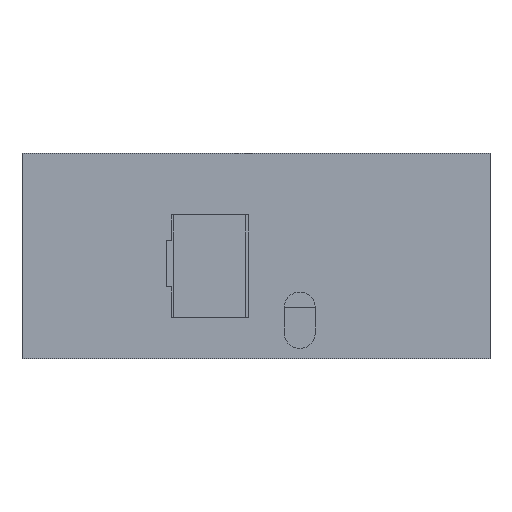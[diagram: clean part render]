
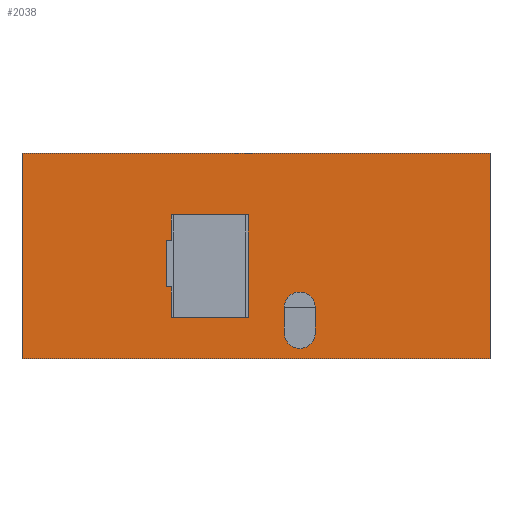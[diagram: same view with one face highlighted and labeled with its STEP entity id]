
A CAD part, front view. The second image highlights one B-rep face of the part: STEP entity #2038.
In plain terms, the highlighted planar face has unit normal (0, -1, 0).
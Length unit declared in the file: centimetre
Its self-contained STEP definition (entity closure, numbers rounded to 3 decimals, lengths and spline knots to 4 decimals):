
#128=DIRECTION('',(1.,0.,0.));
#129=VECTOR('',#128,0.75);
#130=CARTESIAN_POINT('',(-0.825,-4.,0.4));
#131=LINE('',#130,#129);
#191=DIRECTION('',(-1.,0.,0.));
#192=VECTOR('',#191,0.75);
#193=CARTESIAN_POINT('',(-0.075,-4.,1.4));
#194=LINE('',#193,#192);
#212=DIRECTION('',(0.,0.,1.));
#213=VECTOR('',#212,1.);
#214=CARTESIAN_POINT('',(-0.075,-4.,0.4));
#215=LINE('',#214,#213);
#226=CARTESIAN_POINT('',(0.425,-4.,0.5));
#227=DIRECTION('',(0.,1.,0.));
#228=DIRECTION('',(-1.,0.,0.));
#229=AXIS2_PLACEMENT_3D('',#226,#227,#228);
#234=CARTESIAN_POINT('',(0.425,-4.,0.25));
#235=DIRECTION('',(0.,1.,0.));
#236=DIRECTION('',(1.,0.,0.));
#237=AXIS2_PLACEMENT_3D('',#234,#235,#236);
#242=DIRECTION('',(0.,0.,-1.));
#243=VECTOR('',#242,2.);
#244=CARTESIAN_POINT('',(-2.275,-4.,2.));
#245=LINE('',#244,#243);
#256=DIRECTION('',(0.,0.,-1.));
#257=VECTOR('',#256,0.25);
#258=CARTESIAN_POINT('',(-0.825,-4.,1.4));
#259=LINE('',#258,#257);
#277=DIRECTION('',(-1.,0.,0.));
#278=VECTOR('',#277,0.05);
#279=CARTESIAN_POINT('',(-0.825,-4.,1.15));
#280=LINE('',#279,#278);
#298=DIRECTION('',(0.,0.,-1.));
#299=VECTOR('',#298,0.45);
#300=CARTESIAN_POINT('',(-0.875,-4.,1.15));
#301=LINE('',#300,#299);
#319=DIRECTION('',(1.,0.,0.));
#320=VECTOR('',#319,0.05);
#321=CARTESIAN_POINT('',(-0.875,-4.,0.7));
#322=LINE('',#321,#320);
#340=DIRECTION('',(0.,0.,-1.));
#341=VECTOR('',#340,0.3);
#342=CARTESIAN_POINT('',(-0.825,-4.,0.7));
#343=LINE('',#342,#341);
#440=DIRECTION('',(0.,0.,1.));
#441=VECTOR('',#440,0.25);
#442=CARTESIAN_POINT('',(0.575,-4.,0.25));
#443=LINE('',#442,#441);
#468=DIRECTION('',(0.,0.,-1.));
#469=VECTOR('',#468,0.25);
#470=CARTESIAN_POINT('',(0.275,-4.,0.5));
#471=LINE('',#470,#469);
#635=DIRECTION('',(-1.,0.,0.));
#636=VECTOR('',#635,4.55);
#637=CARTESIAN_POINT('',(2.275,-4.,0.));
#638=LINE('',#637,#636);
#796=DIRECTION('',(1.,0.,0.));
#797=VECTOR('',#796,4.55);
#798=CARTESIAN_POINT('',(-2.275,-4.,2.));
#799=LINE('',#798,#797);
#926=DIRECTION('',(0.,0.,-1.));
#927=VECTOR('',#926,2.);
#928=CARTESIAN_POINT('',(2.275,-4.,2.));
#929=LINE('',#928,#927);
#1607=CARTESIAN_POINT('',(-0.075,-4.,0.4));
#1608=VERTEX_POINT('',#1607);
#1609=CARTESIAN_POINT('',(-0.075,-4.,1.4));
#1610=VERTEX_POINT('',#1609);
#1611=CARTESIAN_POINT('',(-0.825,-4.,1.4));
#1612=VERTEX_POINT('',#1611);
#1617=CARTESIAN_POINT('',(-0.825,-4.,1.15));
#1618=VERTEX_POINT('',#1617);
#1621=CARTESIAN_POINT('',(-0.875,-4.,1.15));
#1622=VERTEX_POINT('',#1621);
#1625=CARTESIAN_POINT('',(-0.875,-4.,0.7));
#1626=VERTEX_POINT('',#1625);
#1629=CARTESIAN_POINT('',(-0.825,-4.,0.7));
#1630=VERTEX_POINT('',#1629);
#1633=CARTESIAN_POINT('',(-0.825,-4.,0.4));
#1634=VERTEX_POINT('',#1633);
#1639=CARTESIAN_POINT('',(0.575,-4.,0.25));
#1640=VERTEX_POINT('',#1639);
#1641=CARTESIAN_POINT('',(0.575,-4.,0.5));
#1642=VERTEX_POINT('',#1641);
#1647=CARTESIAN_POINT('',(0.275,-4.,0.5));
#1648=VERTEX_POINT('',#1647);
#1653=CARTESIAN_POINT('',(0.275,-4.,0.25));
#1654=VERTEX_POINT('',#1653);
#1683=CARTESIAN_POINT('',(-2.275,-4.,2.));
#1684=VERTEX_POINT('',#1683);
#1685=CARTESIAN_POINT('',(2.275,-4.,2.));
#1686=VERTEX_POINT('',#1685);
#1691=CARTESIAN_POINT('',(2.275,-4.,0.));
#1692=VERTEX_POINT('',#1691);
#1693=CARTESIAN_POINT('',(-2.275,-4.,0.));
#1694=VERTEX_POINT('',#1693);
#1998=CARTESIAN_POINT('',(0.,-4.,0.));
#1999=DIRECTION('',(0.,-1.,0.));
#2000=DIRECTION('',(1.,0.,0.));
#2001=AXIS2_PLACEMENT_3D('',#1998,#1999,#2000);
#2002=PLANE('',#2001);
#2004=ORIENTED_EDGE('',*,*,#2003,.T.);
#2006=ORIENTED_EDGE('',*,*,#2005,.T.);
#2008=ORIENTED_EDGE('',*,*,#2007,.T.);
#2010=ORIENTED_EDGE('',*,*,#2009,.F.);
#2011=EDGE_LOOP('',(#2004,#2006,#2008,#2010));
#2012=FACE_OUTER_BOUND('',#2011,.F.);
#2014=ORIENTED_EDGE('',*,*,#2013,.F.);
#2016=ORIENTED_EDGE('',*,*,#2015,.T.);
#2018=ORIENTED_EDGE('',*,*,#2017,.F.);
#2020=ORIENTED_EDGE('',*,*,#2019,.T.);
#2021=EDGE_LOOP('',(#2014,#2016,#2018,#2020));
#2022=FACE_BOUND('',#2021,.F.);
#2023=ORIENTED_EDGE('',*,*,#1992,.T.);
#2024=ORIENTED_EDGE('',*,*,#1965,.T.);
#2026=ORIENTED_EDGE('',*,*,#2025,.T.);
#2028=ORIENTED_EDGE('',*,*,#2027,.T.);
#2030=ORIENTED_EDGE('',*,*,#2029,.T.);
#2032=ORIENTED_EDGE('',*,*,#2031,.T.);
#2034=ORIENTED_EDGE('',*,*,#2033,.T.);
#2035=ORIENTED_EDGE('',*,*,#1909,.T.);
#2036=EDGE_LOOP('',(#2023,#2024,#2026,#2028,#2030,#2032,#2034,#2035));
#2037=FACE_BOUND('',#2036,.F.);
#2038=ADVANCED_FACE('',(#2012,#2022,#2037),#2002,.T.);
#230=CIRCLE('',#229,0.15);
#238=CIRCLE('',#237,0.15);
#1909=EDGE_CURVE('',#1634,#1608,#131,.T.);
#1965=EDGE_CURVE('',#1610,#1612,#194,.T.);
#1992=EDGE_CURVE('',#1608,#1610,#215,.T.);
#2003=EDGE_CURVE('',#1684,#1686,#799,.T.);
#2005=EDGE_CURVE('',#1686,#1692,#929,.T.);
#2007=EDGE_CURVE('',#1692,#1694,#638,.T.);
#2009=EDGE_CURVE('',#1684,#1694,#245,.T.);
#2013=EDGE_CURVE('',#1648,#1642,#230,.T.);
#2015=EDGE_CURVE('',#1648,#1654,#471,.T.);
#2017=EDGE_CURVE('',#1640,#1654,#238,.T.);
#2019=EDGE_CURVE('',#1640,#1642,#443,.T.);
#2025=EDGE_CURVE('',#1612,#1618,#259,.T.);
#2027=EDGE_CURVE('',#1618,#1622,#280,.T.);
#2029=EDGE_CURVE('',#1622,#1626,#301,.T.);
#2031=EDGE_CURVE('',#1626,#1630,#322,.T.);
#2033=EDGE_CURVE('',#1630,#1634,#343,.T.);
